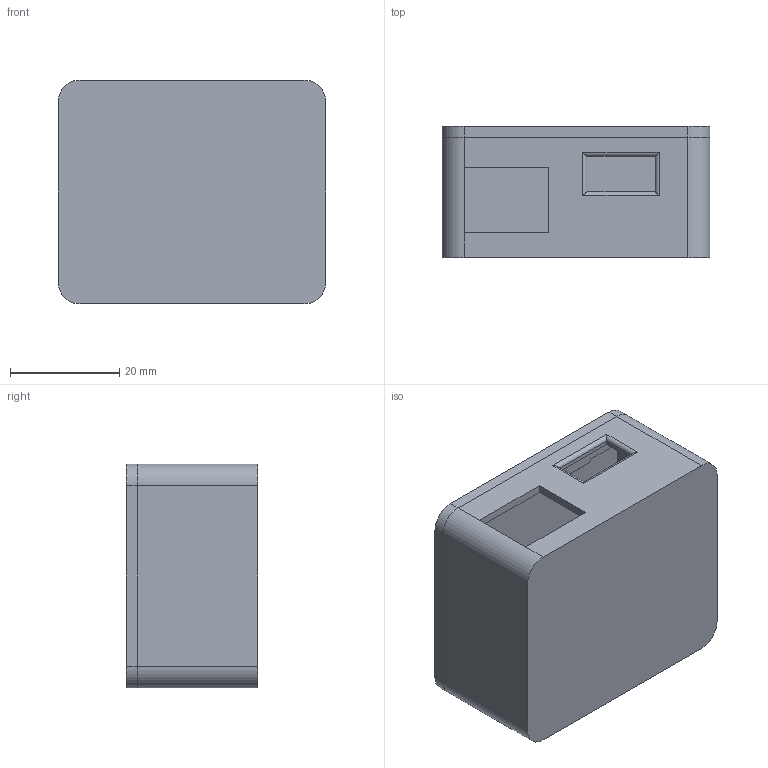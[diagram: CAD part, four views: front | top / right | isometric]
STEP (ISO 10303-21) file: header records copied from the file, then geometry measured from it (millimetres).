
FILE_DESCRIPTION(/* description */ (''),/* implementation_level */ '2;1');
FILE_NAME(/* name */ 'RS485-WiFi v2.step',/* time_stamp */ '2021-04-09T19:03:13+01:00',/* author */ (''),/* organization */ (''),/* preprocessor_version */ 'ST-DEVELOPER v18.1',/* originating_system */ 'Autodesk Translation Framework v9.10.0.1330',/* authorisation */ '');
FILE_SCHEMA (('AUTOMOTIVE_DESIGN { 1 0 10303 214 3 1 1 }'));
Length unit declared in the file: millimetre
Products named in the file (4): RS485-WiFi; Enclosure; Lid; Base
Assembly tree (3 placements, depth 3):
  RS485-WiFi
    Enclosure
      Lid
      Base
Bounding box: 49 x 24 x 41 mm (x, y, z)
Volume: 11904.4 mm3; surface area: 16294.4 mm2
Topology: 2 solids, 2 shells, 87 faces, 226 edges, 144 vertices
Faces by surface type: plane 63, cylinder 24
Entity records: 2737 total; most frequent: CARTESIAN_POINT 464, DIRECTION 458, ORIENTED_EDGE 452, EDGE_CURVE 226, LINE 182, VECTOR 182, VERTEX_POINT 144, AXIS2_PLACEMENT_3D 138
